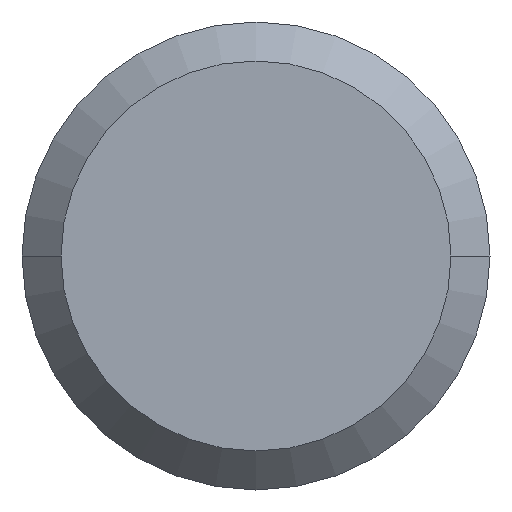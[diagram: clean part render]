
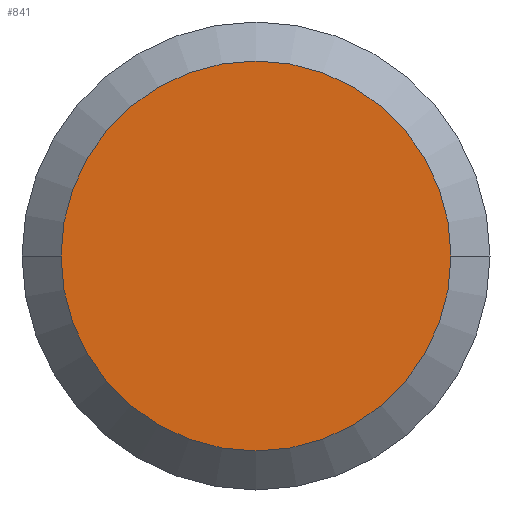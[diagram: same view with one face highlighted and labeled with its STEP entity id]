
A CAD part, front view. The second image highlights one B-rep face of the part: STEP entity #841.
In plain terms, the highlighted planar face has unit normal (0, -1, 0).
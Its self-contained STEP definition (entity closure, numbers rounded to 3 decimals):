
#440=CARTESIAN_POINT('',(0.,-65.,0.));
#441=DIRECTION('',(0.,1.,0.));
#442=DIRECTION('',(-1.,0.,0.));
#443=AXIS2_PLACEMENT_3D('',#440,#441,#442);
#448=CARTESIAN_POINT('',(0.,-65.,0.));
#449=DIRECTION('',(0.,-1.,0.));
#450=DIRECTION('',(-1.,0.,0.));
#451=AXIS2_PLACEMENT_3D('',#448,#449,#450);
#479=CARTESIAN_POINT('',(-5.,-65.,0.));
#481=VERTEX_POINT('',#479);
#483=CARTESIAN_POINT('',(5.,-65.,0.));
#485=VERTEX_POINT('',#483);
#832=CARTESIAN_POINT('',(0.,-65.,0.));
#833=DIRECTION('',(0.,-1.,0.));
#834=DIRECTION('',(-1.,0.,0.));
#835=AXIS2_PLACEMENT_3D('',#832,#833,#834);
#836=PLANE('',#835);
#837=ORIENTED_EDGE('',*,*,#814,.T.);
#838=ORIENTED_EDGE('',*,*,#825,.F.);
#839=EDGE_LOOP('',(#837,#838));
#840=FACE_OUTER_BOUND('',#839,.F.);
#841=ADVANCED_FACE('',(#840),#836,.T.);
#444=CIRCLE('',#443,5.);
#452=CIRCLE('',#451,5.);
#814=EDGE_CURVE('',#481,#485,#444,.T.);
#825=EDGE_CURVE('',#481,#485,#452,.T.);
